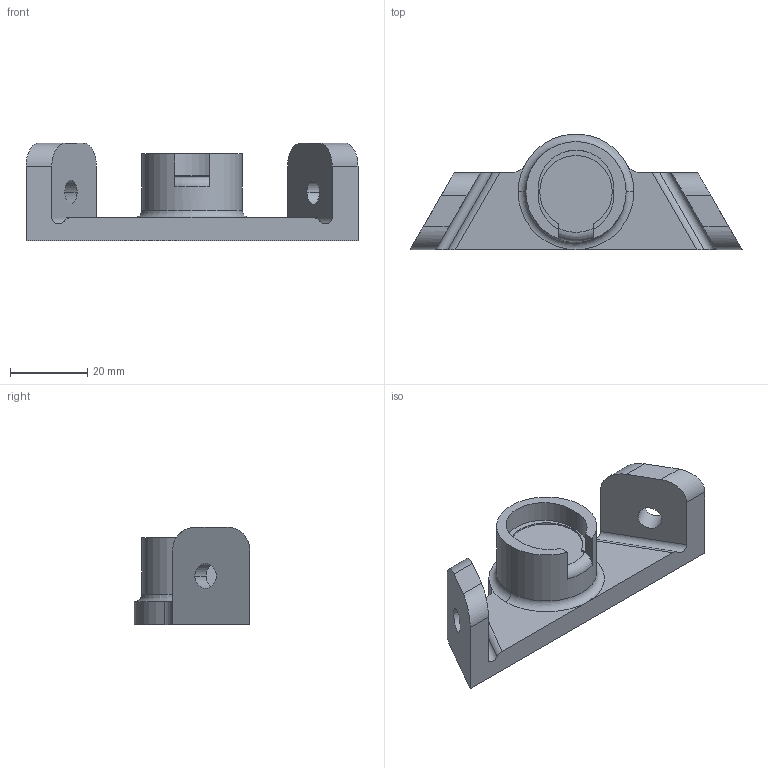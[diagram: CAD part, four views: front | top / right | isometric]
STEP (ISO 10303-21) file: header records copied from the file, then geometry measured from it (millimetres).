
FILE_DESCRIPTION (( 'STEP AP203' ), '1' );
FILE_NAME ('FSR BRACKET-X.STEP', '2016-04-14T22:02:02', ( '' ), ( '' ), 'SwSTEP 2.0', 'SolidWorks 2015', '' );
FILE_SCHEMA (( 'CONFIG_CONTROL_DESIGN' ));
Length unit declared in the file: millimetre
Products named in the file (1): FSR BRACKET-X
Bounding box: 86.06 x 29.95 x 25.4 mm (x, y, z)
Volume: 21359.1 mm3; surface area: 8526.3 mm2
Topology: 1 solids, 1 shells, 47 faces, 130 edges, 85 vertices
Faces by surface type: cylinder 25, plane 19, torus 3
Entity records: 1620 total; most frequent: CARTESIAN_POINT 343, ORIENTED_EDGE 260, DIRECTION 251, EDGE_CURVE 130, AXIS2_PLACEMENT_3D 91, VERTEX_POINT 85, LINE 69, VECTOR 69
